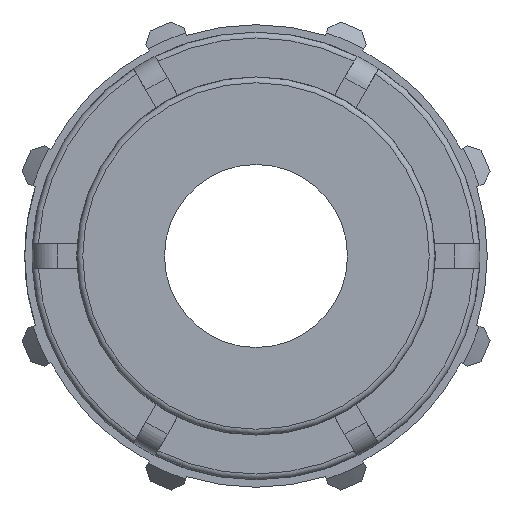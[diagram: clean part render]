
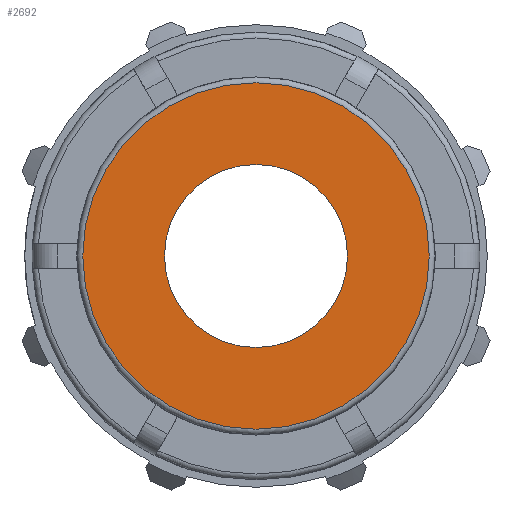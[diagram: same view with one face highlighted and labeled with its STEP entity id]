
A CAD part, left-side view. The second image highlights one B-rep face of the part: STEP entity #2692.
In plain terms, the highlighted planar face has unit normal (-1, 0, 0).
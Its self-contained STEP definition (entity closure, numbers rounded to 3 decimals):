
#69=FACE_BOUND('',#801,.T.);
#536=PLANE('',#2906);
#645=FACE_OUTER_BOUND('',#800,.T.);
#800=EDGE_LOOP('',(#2052));
#801=EDGE_LOOP('',(#2053));
#960=CIRCLE('',#2904,53.64);
#962=CIRCLE('',#2907,28.328);
#1185=VERTEX_POINT('',#4572);
#1187=VERTEX_POINT('',#4577);
#1505=EDGE_CURVE('',#1185,#1185,#960,.T.);
#1507=EDGE_CURVE('',#1187,#1187,#962,.T.);
#2052=ORIENTED_EDGE('',*,*,#1505,.F.);
#2053=ORIENTED_EDGE('',*,*,#1507,.T.);
#2692=ADVANCED_FACE('',(#645,#69),#536,.T.);
#2904=AXIS2_PLACEMENT_3D('',#4573,#3395,#3396);
#2906=AXIS2_PLACEMENT_3D('',#4576,#3399,#3400);
#2907=AXIS2_PLACEMENT_3D('',#4578,#3401,#3402);
#3395=DIRECTION('center_axis',(1.,0.,0.));
#3396=DIRECTION('ref_axis',(0.,-1.,0.));
#3399=DIRECTION('center_axis',(-1.,0.,0.));
#3400=DIRECTION('ref_axis',(0.,0.,1.));
#3401=DIRECTION('center_axis',(1.,0.,0.));
#3402=DIRECTION('ref_axis',(0.,0.,-1.));
#4572=CARTESIAN_POINT('',(0.,53.64,0.));
#4573=CARTESIAN_POINT('Origin',(0.,0.,0.));
#4576=CARTESIAN_POINT('Origin',(0.,55.44,0.));
#4577=CARTESIAN_POINT('',(0.,28.328,0.));
#4578=CARTESIAN_POINT('Origin',(0.,0.,0.));
